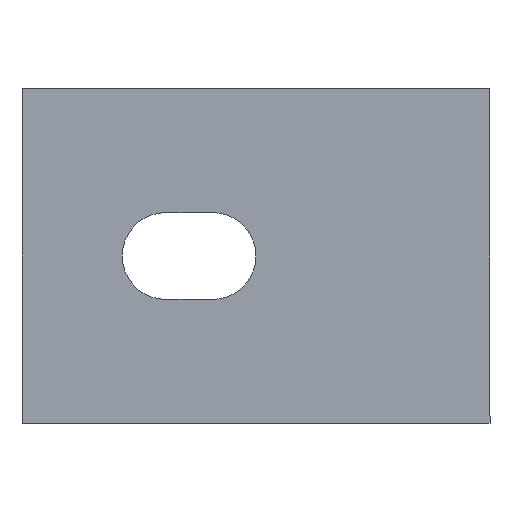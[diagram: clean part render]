
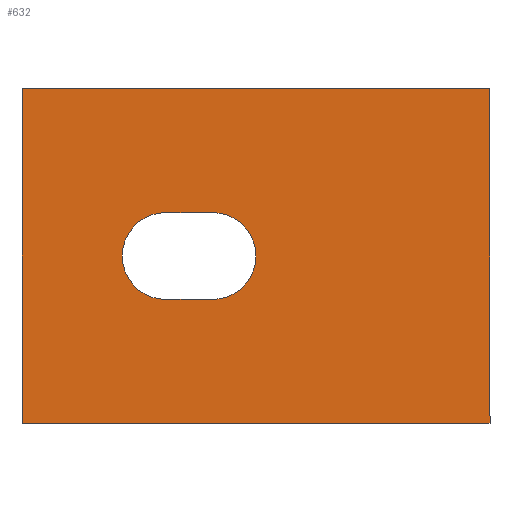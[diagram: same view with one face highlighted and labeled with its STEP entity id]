
A CAD part, left-side view. The second image highlights one B-rep face of the part: STEP entity #632.
In plain terms, the highlighted face is planar.
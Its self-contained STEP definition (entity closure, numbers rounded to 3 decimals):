
#22 = VERTEX_POINT ( 'NONE', #936 ) ;
#48 = FACE_BOUND ( 'NONE', #1385, .T. ) ;
#97 = FACE_OUTER_BOUND ( 'NONE', #315, .T. ) ;
#181 = VERTEX_POINT ( 'NONE', #1386 ) ;
#218 = CARTESIAN_POINT ( 'NONE',  ( -25., 21.5, 0. ) ) ;
#227 = LINE ( 'NONE', #1606, #702 ) ;
#230 = CARTESIAN_POINT ( 'NONE',  ( 6.5, -7., 0. ) ) ;
#238 = VECTOR ( 'NONE', #1595, 1000. ) ;
#285 = VERTEX_POINT ( 'NONE', #950 ) ;
#286 = DIRECTION ( 'NONE',  ( 0., 1., 0. ) ) ;
#298 = VECTOR ( 'NONE', #1714, 1000. ) ;
#315 = EDGE_LOOP ( 'NONE', ( #1036, #1712, #1602, #1556 ) ) ;
#333 = EDGE_CURVE ( 'NONE', #1746, #1012, #548, .T. ) ;
#376 = EDGE_CURVE ( 'NONE', #1437, #181, #1443, .T. ) ;
#383 = DIRECTION ( 'NONE',  ( 0., -1., 0. ) ) ;
#397 = EDGE_CURVE ( 'NONE', #181, #840, #1204, .T. ) ;
#444 = EDGE_CURVE ( 'NONE', #22, #1746, #227, .T. ) ;
#461 = DIRECTION ( 'NONE',  ( 1., 0., 0. ) ) ;
#548 = CIRCLE ( 'NONE', #1550, 6.5 ) ;
#561 = DIRECTION ( 'NONE',  ( 0., 0., 1. ) ) ;
#571 = CARTESIAN_POINT ( 'NONE',  ( 25., 21.5, 0. ) ) ;
#601 = ORIENTED_EDGE ( 'NONE', *, *, #1430, .T. ) ;
#632 = ADVANCED_FACE ( 'NONE', ( #97, #48 ), #1446, .F. ) ;
#702 = VECTOR ( 'NONE', #383, 1000. ) ;
#819 = VECTOR ( 'NONE', #1424, 1000. ) ;
#840 = VERTEX_POINT ( 'NONE', #1255 ) ;
#891 = ORIENTED_EDGE ( 'NONE', *, *, #1479, .T. ) ;
#930 = DIRECTION ( 'NONE',  ( 0., -1., 0. ) ) ;
#936 = CARTESIAN_POINT ( 'NONE',  ( -6.5, 0., 0. ) ) ;
#950 = CARTESIAN_POINT ( 'NONE',  ( 25., -48.5, 0. ) ) ;
#962 = LINE ( 'NONE', #1644, #1349 ) ;
#1012 = VERTEX_POINT ( 'NONE', #230 ) ;
#1033 = CARTESIAN_POINT ( 'NONE',  ( -25., -48.5, 0. ) ) ;
#1036 = ORIENTED_EDGE ( 'NONE', *, *, #397, .F. ) ;
#1101 = CARTESIAN_POINT ( 'NONE',  ( 0., 0., 0. ) ) ;
#1169 = CARTESIAN_POINT ( 'NONE',  ( 0., -7., 0. ) ) ;
#1179 = CARTESIAN_POINT ( 'NONE',  ( -6.5, -7., 0. ) ) ;
#1202 = CARTESIAN_POINT ( 'NONE',  ( 6.5, 0., 0. ) ) ;
#1204 = LINE ( 'NONE', #1327, #1461 ) ;
#1229 = DIRECTION ( 'NONE',  ( 1., 0., 0. ) ) ;
#1255 = CARTESIAN_POINT ( 'NONE',  ( -25., -48.5, 0. ) ) ;
#1285 = DIRECTION ( 'NONE',  ( 1., 0., 0. ) ) ;
#1315 = DIRECTION ( 'NONE',  ( 0., 0., 1. ) ) ;
#1322 = VERTEX_POINT ( 'NONE', #1202 ) ;
#1323 = CIRCLE ( 'NONE', #1576, 6.5 ) ;
#1327 = CARTESIAN_POINT ( 'NONE',  ( -25., 21.5, 0. ) ) ;
#1349 = VECTOR ( 'NONE', #286, 1000. ) ;
#1385 = EDGE_LOOP ( 'NONE', ( #601, #1660, #1530, #891 ) ) ;
#1386 = CARTESIAN_POINT ( 'NONE',  ( -25., 21.5, 0. ) ) ;
#1405 = CARTESIAN_POINT ( 'NONE',  ( 25., 21.5, 0. ) ) ;
#1415 = AXIS2_PLACEMENT_3D ( 'NONE', #1546, #1315, #1285 ) ;
#1424 = DIRECTION ( 'NONE',  ( 0., 1., 0. ) ) ;
#1430 = EDGE_CURVE ( 'NONE', #1322, #22, #1323, .T. ) ;
#1437 = VERTEX_POINT ( 'NONE', #571 ) ;
#1443 = LINE ( 'NONE', #218, #238 ) ;
#1446 = PLANE ( 'NONE',  #1415 ) ;
#1461 = VECTOR ( 'NONE', #930, 1000. ) ;
#1471 = LINE ( 'NONE', #1033, #298 ) ;
#1479 = EDGE_CURVE ( 'NONE', #1012, #1322, #962, .T. ) ;
#1530 = ORIENTED_EDGE ( 'NONE', *, *, #333, .T. ) ;
#1536 = LINE ( 'NONE', #1405, #819 ) ;
#1540 = DIRECTION ( 'NONE',  ( 0., 0., 1. ) ) ;
#1545 = EDGE_CURVE ( 'NONE', #285, #1437, #1536, .T. ) ;
#1546 = CARTESIAN_POINT ( 'NONE',  ( -25., -48.5, 0. ) ) ;
#1550 = AXIS2_PLACEMENT_3D ( 'NONE', #1169, #1540, #461 ) ;
#1556 = ORIENTED_EDGE ( 'NONE', *, *, #1749, .F. ) ;
#1576 = AXIS2_PLACEMENT_3D ( 'NONE', #1101, #561, #1229 ) ;
#1595 = DIRECTION ( 'NONE',  ( -1., 0., 0. ) ) ;
#1602 = ORIENTED_EDGE ( 'NONE', *, *, #1545, .F. ) ;
#1606 = CARTESIAN_POINT ( 'NONE',  ( -6.5, 0., 0. ) ) ;
#1644 = CARTESIAN_POINT ( 'NONE',  ( 6.5, 0., 0. ) ) ;
#1660 = ORIENTED_EDGE ( 'NONE', *, *, #444, .T. ) ;
#1712 = ORIENTED_EDGE ( 'NONE', *, *, #376, .F. ) ;
#1714 = DIRECTION ( 'NONE',  ( 1., 0., 0. ) ) ;
#1746 = VERTEX_POINT ( 'NONE', #1179 ) ;
#1749 = EDGE_CURVE ( 'NONE', #840, #285, #1471, .T. ) ;
